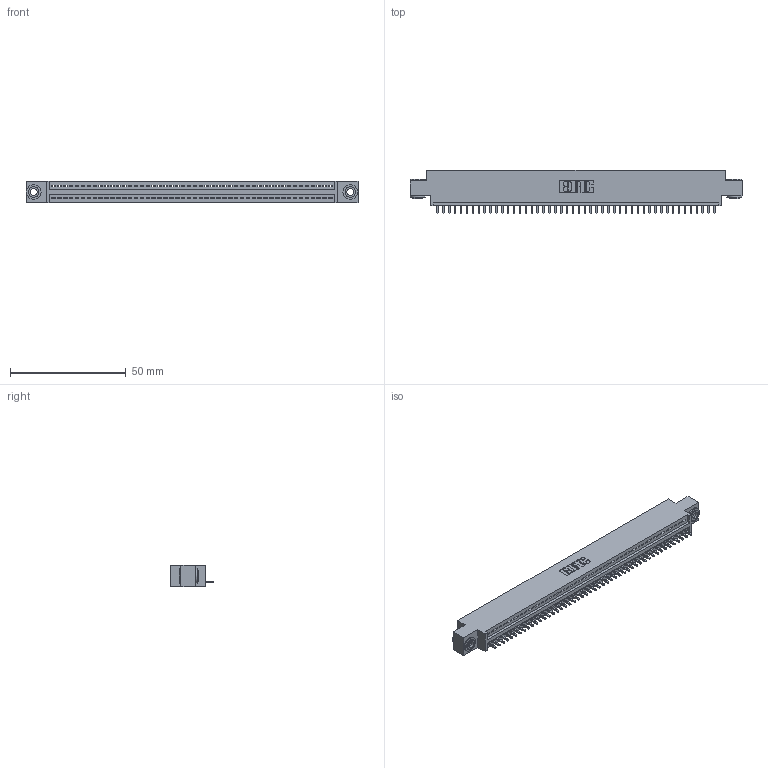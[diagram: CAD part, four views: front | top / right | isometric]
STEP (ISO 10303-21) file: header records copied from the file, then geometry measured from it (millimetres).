
FILE_DESCRIPTION (( 'STEP AP203' ), '1' );
FILE_NAME ('395-048-521-603.STEP', '2019-10-23T01:02:26', ( '' ), ( '' ), 'SwSTEP 2.0', 'SolidWorks 2016', '' );
FILE_SCHEMA (( 'CONFIG_CONTROL_DESIGN' ));
Length unit declared in the file: inch
Products named in the file (4): 345-292-001_345-293-121; 345-250-002_345-250-002-102; 345 Part_0.170 Offset - 0.156 Dia-TH; 395-048-521-603
Assembly tree (51 placements, depth 2):
  395-048-521-603
    345 Part_0.170 Offset - 0.156 Dia-TH
    345-292-001_345-293-121  x48
    345-250-002_345-250-002-102  x2
Bounding box: 143.13 x 18.72 x 9.4 mm (x, y, z)
Volume: 13413.1 mm3; surface area: 17713.3 mm2
Topology: 51 solids, 51 shells, 2952 faces, 8877 edges, 5850 vertices
Faces by surface type: plane 2014, cylinder 930, cone 8
Entity records: 36118 total; most frequent: CARTESIAN_POINT 6235, ORIENTED_EDGE 6210, DIRECTION 5467, EDGE_CURVE 3105, LINE 2757, VECTOR 2757, VERTEX_POINT 2066, AXIS2_PLACEMENT_3D 1355
